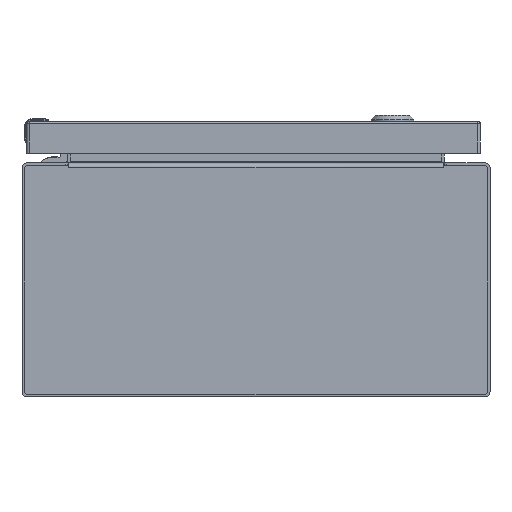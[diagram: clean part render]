
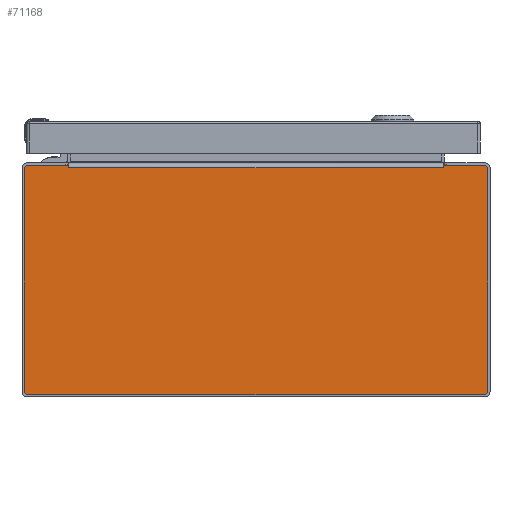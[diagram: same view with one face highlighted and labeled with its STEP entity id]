
A CAD part, front view. The second image highlights one B-rep face of the part: STEP entity #71168.
In plain terms, the highlighted planar face has unit normal (0, -1, 0).
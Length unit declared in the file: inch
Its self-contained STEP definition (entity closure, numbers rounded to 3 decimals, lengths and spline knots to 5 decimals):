
#863 = ORIENTED_EDGE ( 'NONE', *, *, #99833, .F. ) ;
#1438 = CARTESIAN_POINT ( 'NONE',  ( -4.8136, -8., 2.883 ) ) ;
#3550 = ORIENTED_EDGE ( 'NONE', *, *, #97946, .F. ) ;
#3654 = DIRECTION ( 'NONE',  ( 0.174, 0., -0.985 ) ) ;
#4247 = EDGE_CURVE ( 'NONE', #5546, #87067, #53558, .T. ) ;
#4485 = LINE ( 'NONE', #96998, #49547 ) ;
#5047 = VECTOR ( 'NONE', #82874, 39.37008 ) ;
#5546 = VERTEX_POINT ( 'NONE', #70936 ) ;
#5962 = CIRCLE ( 'NONE', #80097, 0.08 ) ;
#6446 = ORIENTED_EDGE ( 'NONE', *, *, #56988, .F. ) ;
#6756 = DIRECTION ( 'NONE',  ( 0., 0., 1. ) ) ;
#7730 = VECTOR ( 'NONE', #50313, 39.37008 ) ;
#8999 = CARTESIAN_POINT ( 'NONE',  ( 4.81836, -8., 2.91 ) ) ;
#9351 = CARTESIAN_POINT ( 'NONE',  ( 5.857, -8., -2.937 ) ) ;
#11313 = DIRECTION ( 'NONE',  ( 0., 1., 0. ) ) ;
#12162 = ORIENTED_EDGE ( 'NONE', *, *, #54782, .F. ) ;
#12175 = VERTEX_POINT ( 'NONE', #42762 ) ;
#12359 = DIRECTION ( 'NONE',  ( 1., 0., 0. ) ) ;
#14961 = DIRECTION ( 'NONE',  ( 0., 0., -1. ) ) ;
#15351 = DIRECTION ( 'NONE',  ( -1., 0., 0. ) ) ;
#15761 = EDGE_CURVE ( 'NONE', #24470, #67180, #4485, .T. ) ;
#15882 = EDGE_CURVE ( 'NONE', #24470, #12175, #78110, .T. ) ;
#15940 = CARTESIAN_POINT ( 'NONE',  ( -5.857, -8., 2.937 ) ) ;
#16428 = DIRECTION ( 'NONE',  ( 0., -1., 0. ) ) ;
#16498 = DIRECTION ( 'NONE',  ( 0., 0., -1. ) ) ;
#17595 = CARTESIAN_POINT ( 'NONE',  ( -4.82312, -8., 2.937 ) ) ;
#18436 = EDGE_CURVE ( 'NONE', #82631, #69078, #45535, .T. ) ;
#19069 = VERTEX_POINT ( 'NONE', #15940 ) ;
#20857 = LINE ( 'NONE', #49598, #91623 ) ;
#21082 = ORIENTED_EDGE ( 'NONE', *, *, #18436, .F. ) ;
#22668 = CARTESIAN_POINT ( 'NONE',  ( 0., -8., -2.937 ) ) ;
#22681 = LINE ( 'NONE', #53406, #44904 ) ;
#23799 = EDGE_CURVE ( 'NONE', #67180, #51377, #65783, .T. ) ;
#24470 = VERTEX_POINT ( 'NONE', #55281 ) ;
#26609 = CARTESIAN_POINT ( 'NONE',  ( 5.937, -8., 2.857 ) ) ;
#27453 = EDGE_CURVE ( 'NONE', #79391, #90286, #5962, .T. ) ;
#29004 = LINE ( 'NONE', #44099, #80249 ) ;
#29712 = CARTESIAN_POINT ( 'NONE',  ( -5.857, -8., -2.937 ) ) ;
#30025 = EDGE_CURVE ( 'NONE', #90286, #82631, #61442, .T. ) ;
#31713 = CARTESIAN_POINT ( 'NONE',  ( -5.937, -8., 2.857 ) ) ;
#32764 = DIRECTION ( 'NONE',  ( 0., 1., 0. ) ) ;
#33331 = CARTESIAN_POINT ( 'NONE',  ( -4.80579, -8., 2.883 ) ) ;
#34236 = EDGE_LOOP ( 'NONE', ( #3550, #45215, #84322, #21082, #77329, #44681, #6446, #84280, #86919, #53066, #34625, #86510, #12162, #863 ) ) ;
#34433 = EDGE_CURVE ( 'NONE', #69078, #42570, #29004, .T. ) ;
#34625 = ORIENTED_EDGE ( 'NONE', *, *, #39450, .T. ) ;
#35119 = DIRECTION ( 'NONE',  ( 0., 1., 0. ) ) ;
#36304 = VERTEX_POINT ( 'NONE', #17595 ) ;
#36973 = CIRCLE ( 'NONE', #62637, 0.08 ) ;
#39285 = DIRECTION ( 'NONE',  ( -1., 0., 0. ) ) ;
#39450 = EDGE_CURVE ( 'NONE', #12175, #5546, #67242, .T. ) ;
#42570 = VERTEX_POINT ( 'NONE', #31713 ) ;
#42762 = CARTESIAN_POINT ( 'NONE',  ( 4.8136, -8., 2.883 ) ) ;
#43267 = LINE ( 'NONE', #74988, #7730 ) ;
#44099 = CARTESIAN_POINT ( 'NONE',  ( -5.937, -8., 0. ) ) ;
#44681 = ORIENTED_EDGE ( 'NONE', *, *, #27453, .F. ) ;
#44904 = VECTOR ( 'NONE', #12359, 39.37008 ) ;
#45215 = ORIENTED_EDGE ( 'NONE', *, *, #63358, .F. ) ;
#45535 = CIRCLE ( 'NONE', #53510, 0.08 ) ;
#47818 = CARTESIAN_POINT ( 'NONE',  ( 5.857, -8., -2.857 ) ) ;
#49547 = VECTOR ( 'NONE', #67508, 39.37008 ) ;
#49598 = CARTESIAN_POINT ( 'NONE',  ( -4.81836, -8., 2.91 ) ) ;
#50313 = DIRECTION ( 'NONE',  ( 0., 0., -1. ) ) ;
#51377 = VERTEX_POINT ( 'NONE', #26609 ) ;
#53066 = ORIENTED_EDGE ( 'NONE', *, *, #15882, .T. ) ;
#53406 = CARTESIAN_POINT ( 'NONE',  ( 0., -8., 2.937 ) ) ;
#53510 = AXIS2_PLACEMENT_3D ( 'NONE', #64734, #11313, #98041 ) ;
#53558 = LINE ( 'NONE', #99105, #5047 ) ;
#54340 = CARTESIAN_POINT ( 'NONE',  ( -5.937, -8., -2.857 ) ) ;
#54775 = DIRECTION ( 'NONE',  ( 0., 1., 0. ) ) ;
#54782 = EDGE_CURVE ( 'NONE', #71595, #87067, #87336, .T. ) ;
#55281 = CARTESIAN_POINT ( 'NONE',  ( 4.82312, -8., 2.937 ) ) ;
#56988 = EDGE_CURVE ( 'NONE', #51377, #79391, #43267, .T. ) ;
#61442 = LINE ( 'NONE', #22668, #71024 ) ;
#62637 = AXIS2_PLACEMENT_3D ( 'NONE', #62945, #35119, #94894 ) ;
#62945 = CARTESIAN_POINT ( 'NONE',  ( -5.857, -8., 2.857 ) ) ;
#63358 = EDGE_CURVE ( 'NONE', #42570, #19069, #36973, .T. ) ;
#64495 = DIRECTION ( 'NONE',  ( 1., 0., 0. ) ) ;
#64734 = CARTESIAN_POINT ( 'NONE',  ( -5.857, -8., -2.857 ) ) ;
#65783 = CIRCLE ( 'NONE', #75596, 0.08 ) ;
#67180 = VERTEX_POINT ( 'NONE', #89669 ) ;
#67205 = VECTOR ( 'NONE', #15351, 39.37008 ) ;
#67242 = LINE ( 'NONE', #68718, #67205 ) ;
#67508 = DIRECTION ( 'NONE',  ( 1., 0., 0. ) ) ;
#68718 = CARTESIAN_POINT ( 'NONE',  ( 4.80579, -8., 2.883 ) ) ;
#69078 = VERTEX_POINT ( 'NONE', #54340 ) ;
#70936 = CARTESIAN_POINT ( 'NONE',  ( 4.798, -8., 2.883 ) ) ;
#71024 = VECTOR ( 'NONE', #39285, 39.37008 ) ;
#71168 = ADVANCED_FACE ( 'NONE', ( #98303 ), #98796, .T. ) ;
#71595 = VERTEX_POINT ( 'NONE', #1438 ) ;
#71988 = DIRECTION ( 'NONE',  ( -0.174, 0., -0.985 ) ) ;
#74988 = CARTESIAN_POINT ( 'NONE',  ( 5.937, -8., 0. ) ) ;
#75484 = CARTESIAN_POINT ( 'NONE',  ( -4.798, -8., 2.883 ) ) ;
#75596 = AXIS2_PLACEMENT_3D ( 'NONE', #93292, #54775, #16498 ) ;
#76388 = AXIS2_PLACEMENT_3D ( 'NONE', #77949, #16428, #14961 ) ;
#77329 = ORIENTED_EDGE ( 'NONE', *, *, #30025, .F. ) ;
#77949 = CARTESIAN_POINT ( 'NONE',  ( 0., -8., 0. ) ) ;
#78110 = LINE ( 'NONE', #8999, #78596 ) ;
#78596 = VECTOR ( 'NONE', #71988, 39.37008 ) ;
#79391 = VERTEX_POINT ( 'NONE', #96546 ) ;
#80097 = AXIS2_PLACEMENT_3D ( 'NONE', #47818, #32764, #85268 ) ;
#80249 = VECTOR ( 'NONE', #6756, 39.37008 ) ;
#82631 = VERTEX_POINT ( 'NONE', #29712 ) ;
#82874 = DIRECTION ( 'NONE',  ( -1., 0., 0. ) ) ;
#84280 = ORIENTED_EDGE ( 'NONE', *, *, #23799, .F. ) ;
#84322 = ORIENTED_EDGE ( 'NONE', *, *, #34433, .F. ) ;
#85268 = DIRECTION ( 'NONE',  ( 0., 0., -1. ) ) ;
#86510 = ORIENTED_EDGE ( 'NONE', *, *, #4247, .T. ) ;
#86919 = ORIENTED_EDGE ( 'NONE', *, *, #15761, .F. ) ;
#87067 = VERTEX_POINT ( 'NONE', #75484 ) ;
#87336 = LINE ( 'NONE', #33331, #89631 ) ;
#89631 = VECTOR ( 'NONE', #64495, 39.37008 ) ;
#89669 = CARTESIAN_POINT ( 'NONE',  ( 5.857, -8., 2.937 ) ) ;
#90286 = VERTEX_POINT ( 'NONE', #9351 ) ;
#91623 = VECTOR ( 'NONE', #3654, 39.37008 ) ;
#93292 = CARTESIAN_POINT ( 'NONE',  ( 5.857, -8., 2.857 ) ) ;
#94894 = DIRECTION ( 'NONE',  ( 0., 0., -1. ) ) ;
#96546 = CARTESIAN_POINT ( 'NONE',  ( 5.937, -8., -2.857 ) ) ;
#96998 = CARTESIAN_POINT ( 'NONE',  ( 0., -8., 2.937 ) ) ;
#97946 = EDGE_CURVE ( 'NONE', #19069, #36304, #22681, .T. ) ;
#98041 = DIRECTION ( 'NONE',  ( 0., 0., -1. ) ) ;
#98303 = FACE_OUTER_BOUND ( 'NONE', #34236, .T. ) ;
#98796 = PLANE ( 'NONE',  #76388 ) ;
#99105 = CARTESIAN_POINT ( 'NONE',  ( 0., -8., 2.883 ) ) ;
#99833 = EDGE_CURVE ( 'NONE', #36304, #71595, #20857, .T. ) ;
